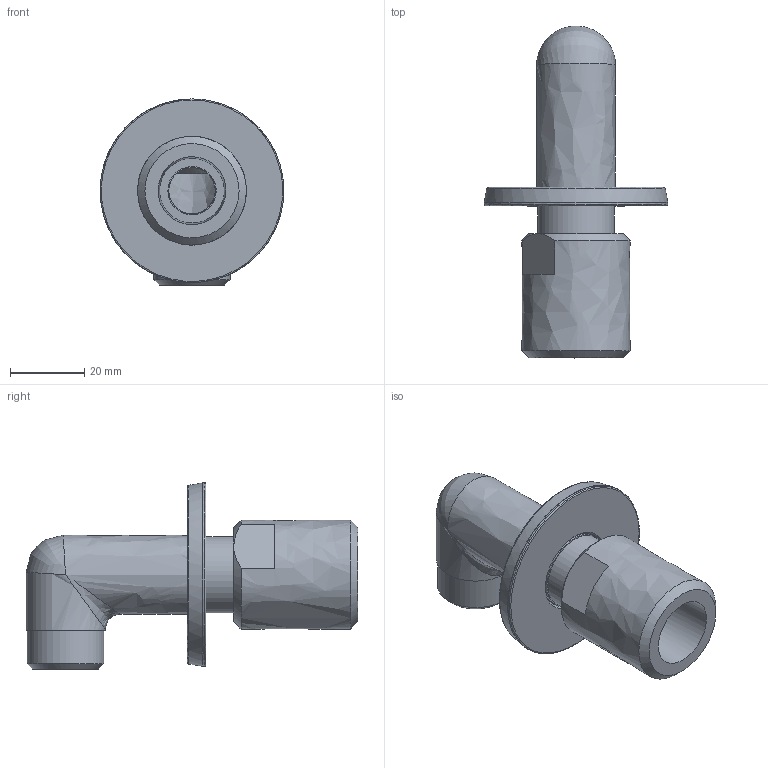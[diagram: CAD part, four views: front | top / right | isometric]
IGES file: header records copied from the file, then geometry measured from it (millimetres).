
Global section: file name: T2064-A; native system: Autodesk Inventor 2020; preprocessor: unknown; author: rclarke; date: 20221128.095456; units: millimetre
Bounding box: 49.5 x 89.5 x 50.2 mm (x, y, z)
Volume: 34680.5 mm3; surface area: 20017.4 mm2
Topology: 5 solids, 5 shells, 58 faces, 140 edges, 91 vertices
Faces by surface type: bspline 58
